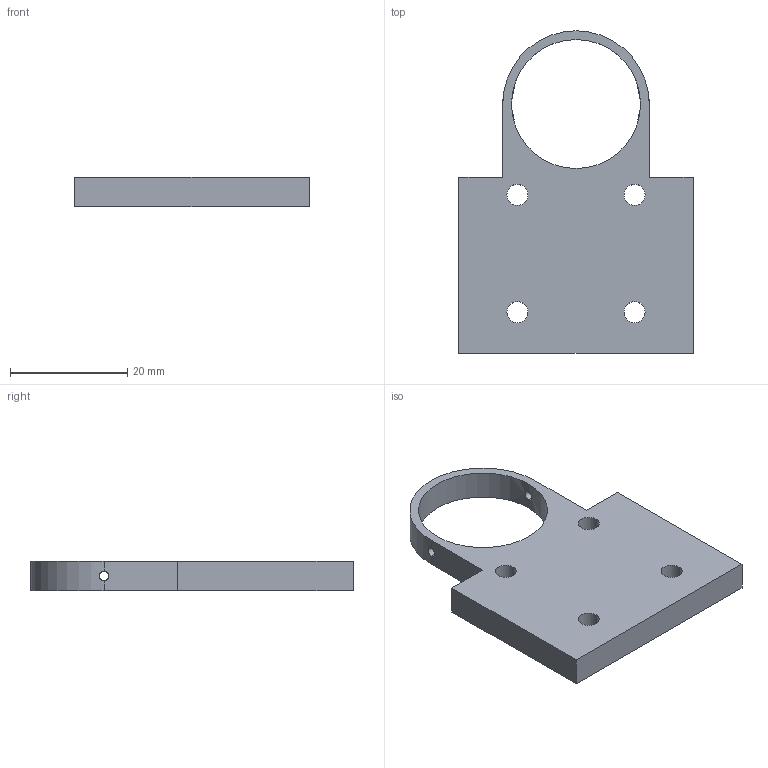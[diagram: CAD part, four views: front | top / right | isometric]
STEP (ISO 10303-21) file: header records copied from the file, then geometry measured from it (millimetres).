
FILE_DESCRIPTION (( 'STEP AP203' ), '1' );
FILE_NAME ('pen_older.STEP', '2025-06-11T00:40:18', ( '' ), ( '' ), 'SwSTEP 2.0', 'SolidWorks 2024', '' );
FILE_SCHEMA (( 'CONFIG_CONTROL_DESIGN' ));
Length unit declared in the file: millimetre
Products named in the file (1): pen_older
Bounding box: 40 x 55 x 5 mm (x, y, z)
Volume: 6679.4 mm3; surface area: 4149.4 mm2
Topology: 1 solids, 1 shells, 24 faces, 70 edges, 44 vertices
Faces by surface type: cylinder 15, plane 9
Entity records: 969 total; most frequent: CARTESIAN_POINT 221, ORIENTED_EDGE 140, DIRECTION 138, EDGE_CURVE 70, AXIS2_PLACEMENT_3D 49, VERTEX_POINT 44, VECTOR 40, LINE 40
